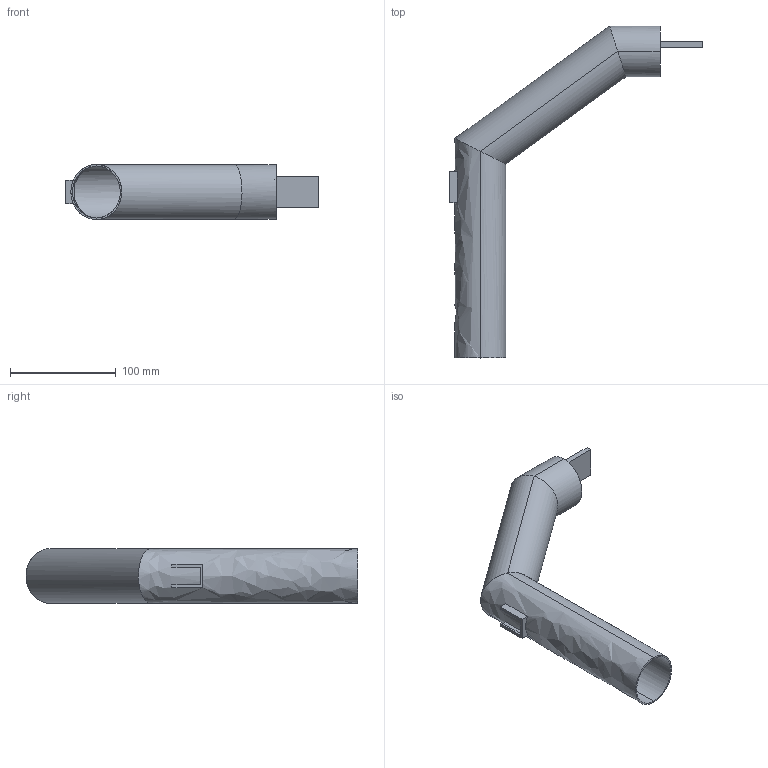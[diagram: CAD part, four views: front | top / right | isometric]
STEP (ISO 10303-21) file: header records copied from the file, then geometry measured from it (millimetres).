
FILE_DESCRIPTION (( 'STEP AP214' ), '1' );
FILE_NAME ('BracUncut.STEP', '2025-10-07T05:30:14', ( '' ), ( '' ), '' );
FILE_SCHEMA (( 'Electronic_design' ));
Length unit declared in the file: millimetre
Products named in the file (1): BracUncut
Bounding box: 239 x 313.98 x 52 mm (x, y, z)
Volume: 92203.4 mm3; surface area: 130914.7 mm2
Topology: 1 solids, 1 shells, 44 faces, 106 edges, 68 vertices
Faces by surface type: plane 32, bspline 12
Entity records: 3170 total; most frequent: CARTESIAN_POINT 2245, ORIENTED_EDGE 212, DIRECTION 128, EDGE_CURVE 106, VERTEX_POINT 68, VECTOR 62, LINE 62, EDGE_LOOP 50
